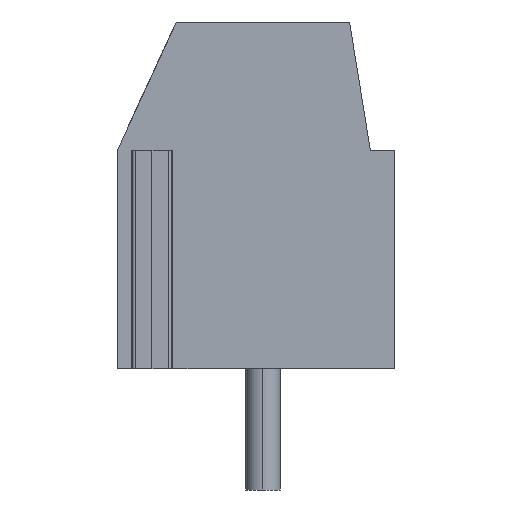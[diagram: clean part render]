
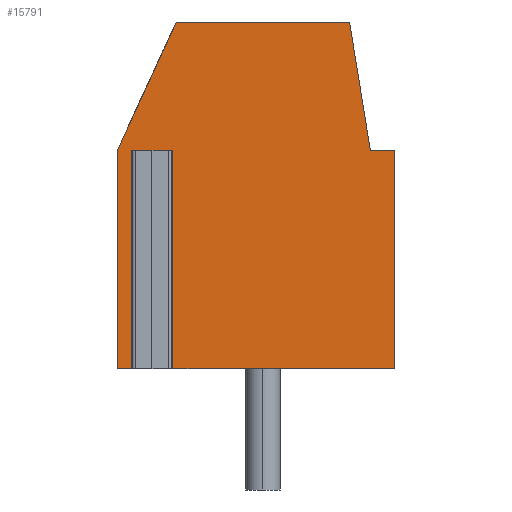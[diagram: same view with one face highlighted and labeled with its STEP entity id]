
A CAD part, left-side view. The second image highlights one B-rep face of the part: STEP entity #15791.
In plain terms, the highlighted planar face has unit normal (-1, 0, 0).
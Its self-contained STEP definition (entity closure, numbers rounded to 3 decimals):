
#15716=AXIS2_PLACEMENT_3D('Plane Axis2P3D',#15713,#15714,#15715) ;
#14769=CARTESIAN_POINT('Vertex',(0.6,-3.013,9.8)) ;
#14774=CARTESIAN_POINT('Line Origine',(0.6,-3.013,6.65)) ;
#14778=CARTESIAN_POINT('Vertex',(0.6,-3.013,3.5)) ;
#15020=CARTESIAN_POINT('Vertex',(0.6,3.287,13.5)) ;
#15023=CARTESIAN_POINT('Line Origine',(0.6,0.787,13.5)) ;
#15027=CARTESIAN_POINT('Vertex',(0.6,-1.713,13.5)) ;
#15547=CARTESIAN_POINT('Vertex',(0.6,-2.313,9.8)) ;
#15552=CARTESIAN_POINT('Line Origine',(0.6,-2.663,9.8)) ;
#15713=CARTESIAN_POINT('Axis2P3D Location',(0.6,0.787,3.5)) ;
#15718=CARTESIAN_POINT('Line Origine',(0.6,3.829,9.8)) ;
#15722=CARTESIAN_POINT('Vertex',(0.6,3.672,9.8)) ;
#15724=CARTESIAN_POINT('Vertex',(0.6,3.987,9.8)) ;
#15727=CARTESIAN_POINT('Line Origine',(0.6,3.672,6.65)) ;
#15731=CARTESIAN_POINT('Vertex',(0.6,3.672,3.5)) ;
#15734=CARTESIAN_POINT('Line Origine',(0.6,0.329,3.5)) ;
#15739=CARTESIAN_POINT('Line Origine',(0.6,-2.013,11.65)) ;
#15744=CARTESIAN_POINT('Line Origine',(0.6,4.137,11.65)) ;
#15748=CARTESIAN_POINT('Vertex',(0.6,4.987,9.8)) ;
#15751=CARTESIAN_POINT('Line Origine',(0.6,4.987,6.65)) ;
#15755=CARTESIAN_POINT('Vertex',(0.6,4.987,3.5)) ;
#15758=CARTESIAN_POINT('Line Origine',(0.6,4.644,3.5)) ;
#15762=CARTESIAN_POINT('Vertex',(0.6,4.302,3.5)) ;
#15765=CARTESIAN_POINT('Line Origine',(0.6,4.302,6.65)) ;
#15769=CARTESIAN_POINT('Vertex',(0.6,4.302,9.8)) ;
#15772=CARTESIAN_POINT('Line Origine',(0.6,4.144,9.8)) ;
#14775=DIRECTION('Vector Direction',(0.,0.,-1.)) ;
#15024=DIRECTION('Vector Direction',(0.,-1.,0.)) ;
#15553=DIRECTION('Vector Direction',(0.,-1.,0.)) ;
#15714=DIRECTION('Axis2P3D Direction',(1.,0.,0.)) ;
#15715=DIRECTION('Axis2P3D XDirection',(0.,0.,1.)) ;
#15719=DIRECTION('Vector Direction',(0.,1.,0.)) ;
#15728=DIRECTION('Vector Direction',(0.,0.,1.)) ;
#15735=DIRECTION('Vector Direction',(0.,1.,0.)) ;
#15740=DIRECTION('Vector Direction',(0.,0.16,0.987)) ;
#15745=DIRECTION('Vector Direction',(0.,-0.418,0.909)) ;
#15752=DIRECTION('Vector Direction',(0.,0.,1.)) ;
#15759=DIRECTION('Vector Direction',(0.,1.,0.)) ;
#15766=DIRECTION('Vector Direction',(0.,0.,1.)) ;
#15773=DIRECTION('Vector Direction',(0.,-1.,0.)) ;
#14776=VECTOR('Line Direction',#14775,1.) ;
#15025=VECTOR('Line Direction',#15024,1.) ;
#15554=VECTOR('Line Direction',#15553,1.) ;
#15720=VECTOR('Line Direction',#15719,1.) ;
#15729=VECTOR('Line Direction',#15728,1.) ;
#15736=VECTOR('Line Direction',#15735,1.) ;
#15741=VECTOR('Line Direction',#15740,1.) ;
#15746=VECTOR('Line Direction',#15745,1.) ;
#15753=VECTOR('Line Direction',#15752,1.) ;
#15760=VECTOR('Line Direction',#15759,1.) ;
#15767=VECTOR('Line Direction',#15766,1.) ;
#15774=VECTOR('Line Direction',#15773,1.) ;
#15778=ORIENTED_EDGE('',*,*,#15726,.F.) ;
#15779=ORIENTED_EDGE('',*,*,#15733,.F.) ;
#15780=ORIENTED_EDGE('',*,*,#15738,.F.) ;
#15781=ORIENTED_EDGE('',*,*,#14780,.F.) ;
#15782=ORIENTED_EDGE('',*,*,#15556,.F.) ;
#15783=ORIENTED_EDGE('',*,*,#15743,.F.) ;
#15784=ORIENTED_EDGE('',*,*,#15029,.F.) ;
#15785=ORIENTED_EDGE('',*,*,#15750,.F.) ;
#15786=ORIENTED_EDGE('',*,*,#15757,.F.) ;
#15787=ORIENTED_EDGE('',*,*,#15764,.F.) ;
#15788=ORIENTED_EDGE('',*,*,#15771,.T.) ;
#15789=ORIENTED_EDGE('',*,*,#15776,.F.) ;
#15791=ADVANCED_FACE('Housing-3',(#15790),#15717,.F.) ;
#14780=EDGE_CURVE('',#14770,#14779,#14777,.T.) ;
#15029=EDGE_CURVE('',#15021,#15028,#15026,.T.) ;
#15556=EDGE_CURVE('',#15548,#14770,#15555,.T.) ;
#15726=EDGE_CURVE('',#15723,#15725,#15721,.T.) ;
#15733=EDGE_CURVE('',#15732,#15723,#15730,.T.) ;
#15738=EDGE_CURVE('',#14779,#15732,#15737,.T.) ;
#15743=EDGE_CURVE('',#15028,#15548,#15742,.F.) ;
#15750=EDGE_CURVE('',#15749,#15021,#15747,.T.) ;
#15757=EDGE_CURVE('',#15756,#15749,#15754,.T.) ;
#15764=EDGE_CURVE('',#15763,#15756,#15761,.T.) ;
#15771=EDGE_CURVE('',#15763,#15770,#15768,.T.) ;
#15776=EDGE_CURVE('',#15725,#15770,#15775,.F.) ;
#15777=EDGE_LOOP('',(#15778,#15779,#15780,#15781,#15782,#15783,#15784,#15785,#15786,#15787,#15788,#15789)) ;
#15790=FACE_OUTER_BOUND('',#15777,.T.) ;
#14777=LINE('Line',#14774,#14776) ;
#15026=LINE('Line',#15023,#15025) ;
#15555=LINE('Line',#15552,#15554) ;
#15721=LINE('Line',#15718,#15720) ;
#15730=LINE('Line',#15727,#15729) ;
#15737=LINE('Line',#15734,#15736) ;
#15742=LINE('Line',#15739,#15741) ;
#15747=LINE('Line',#15744,#15746) ;
#15754=LINE('Line',#15751,#15753) ;
#15761=LINE('Line',#15758,#15760) ;
#15768=LINE('Line',#15765,#15767) ;
#15775=LINE('Line',#15772,#15774) ;
#15717=PLANE('',#15716) ;
#14770=VERTEX_POINT('',#14769) ;
#14779=VERTEX_POINT('',#14778) ;
#15021=VERTEX_POINT('',#15020) ;
#15028=VERTEX_POINT('',#15027) ;
#15548=VERTEX_POINT('',#15547) ;
#15723=VERTEX_POINT('',#15722) ;
#15725=VERTEX_POINT('',#15724) ;
#15732=VERTEX_POINT('',#15731) ;
#15749=VERTEX_POINT('',#15748) ;
#15756=VERTEX_POINT('',#15755) ;
#15763=VERTEX_POINT('',#15762) ;
#15770=VERTEX_POINT('',#15769) ;
